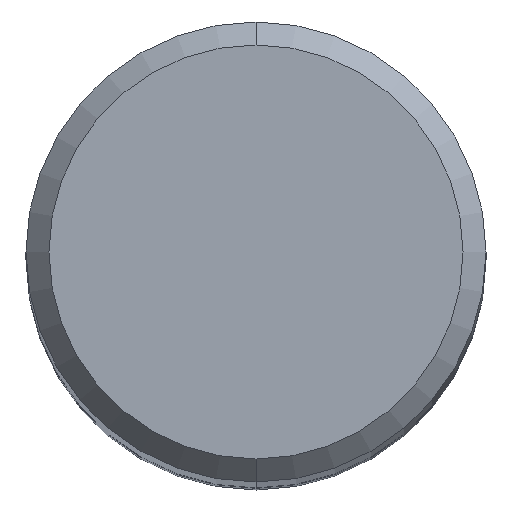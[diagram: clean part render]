
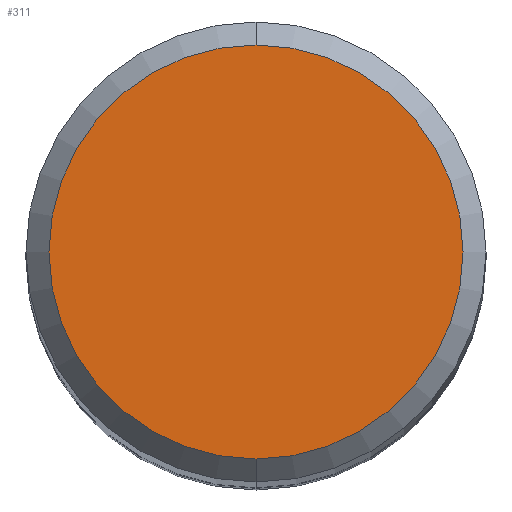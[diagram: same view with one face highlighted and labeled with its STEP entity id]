
A CAD part, top view. The second image highlights one B-rep face of the part: STEP entity #311.
In plain terms, the highlighted planar face has unit normal (0, 0, 1).
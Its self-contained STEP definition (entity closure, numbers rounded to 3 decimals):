
#235=VERTEX_POINT('',#558);
#311=ADVANCED_FACE('',(#647),#648,.T.);
#331=EDGE_CURVE('',#235,#415,#668,.T.);
#415=VERTEX_POINT('',#755);
#463=EDGE_CURVE('',#415,#235,#808,.T.);
#558=CARTESIAN_POINT('',(0.0,4.5,0.0));
#647=FACE_OUTER_BOUND('',#1075,.T.);
#648=PLANE('',#1076);
#668=CIRCLE('',#1133,4.5);
#755=CARTESIAN_POINT('',(0.,-4.5,0.0));
#808=CIRCLE('',#1463,4.5);
#1075=EDGE_LOOP('',(#1713,#1714));
#1076=AXIS2_PLACEMENT_3D('',#1715,#1716,#1717);
#1133=AXIS2_PLACEMENT_3D('',#1730,#1731,#1732);
#1463=AXIS2_PLACEMENT_3D('',#1849,#1850,#1851);
#1713=ORIENTED_EDGE('',*,*,#331,.F.);
#1714=ORIENTED_EDGE('',*,*,#463,.F.);
#1715=CARTESIAN_POINT('',(0.0,2.25,0.0));
#1716=DIRECTION('',(-0.0,0.0,1.0));
#1717=DIRECTION('',(0.0,-1.0,0.0));
#1730=CARTESIAN_POINT('',(0.0,0.0,0.0));
#1731=DIRECTION('',(0.0,0.0,-1.0));
#1732=DIRECTION('',(0.0,1.0,0.0));
#1849=CARTESIAN_POINT('',(0.0,0.0,0.0));
#1850=DIRECTION('',(0.0,0.0,-1.0));
#1851=DIRECTION('',(0.0,1.0,0.0));
